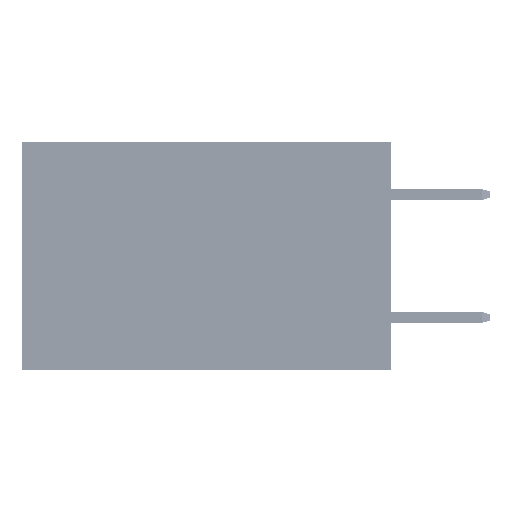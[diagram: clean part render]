
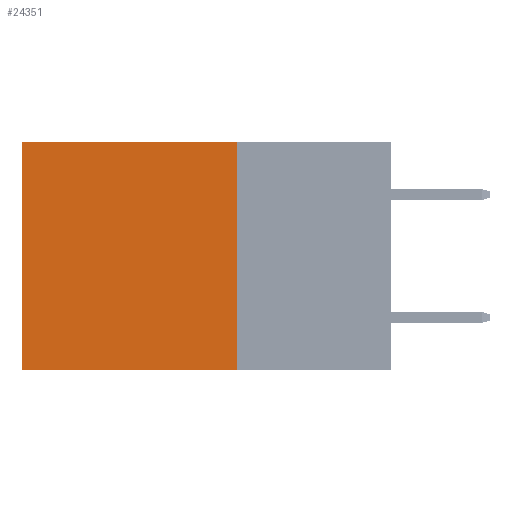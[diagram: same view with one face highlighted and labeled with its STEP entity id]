
A CAD part, left-side view. The second image highlights one B-rep face of the part: STEP entity #24351.
In plain terms, the highlighted planar face has unit normal (-1, 0, 0).
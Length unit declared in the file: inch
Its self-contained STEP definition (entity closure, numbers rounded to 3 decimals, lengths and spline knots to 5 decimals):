
#1043 = DIRECTION ( 'NONE',  ( 0., 1., 0. ) ) ;
#5156 = CARTESIAN_POINT ( 'NONE',  ( 0.2875, 0.25, 0. ) ) ;
#6604 = VECTOR ( 'NONE', #1043, 39.37008 ) ;
#6686 = LINE ( 'NONE', #21446, #9027 ) ;
#9027 = VECTOR ( 'NONE', #47340, 39.37008 ) ;
#11083 = AXIS2_PLACEMENT_3D ( 'NONE', #43676, #39498, #21514 ) ;
#11376 = EDGE_CURVE ( 'NONE', #23612, #13625, #20280, .T. ) ;
#11411 = ORIENTED_EDGE ( 'NONE', *, *, #22311, .F. ) ;
#12489 = VECTOR ( 'NONE', #34154, 39.37008 ) ;
#13548 = EDGE_CURVE ( 'NONE', #13625, #27391, #25862, .T. ) ;
#13625 = VERTEX_POINT ( 'NONE', #42405 ) ;
#20280 = LINE ( 'NONE', #5156, #43445 ) ;
#21446 = CARTESIAN_POINT ( 'NONE',  ( 0.2875, 0.25, 0. ) ) ;
#21514 = DIRECTION ( 'NONE',  ( 0., 0., -1. ) ) ;
#22311 = EDGE_CURVE ( 'NONE', #23612, #40706, #6686, .T. ) ;
#22879 = ORIENTED_EDGE ( 'NONE', *, *, #11376, .T. ) ;
#23298 = CARTESIAN_POINT ( 'NONE',  ( 0.2875, 0.25, -0.37 ) ) ;
#23612 = VERTEX_POINT ( 'NONE', #23854 ) ;
#23854 = CARTESIAN_POINT ( 'NONE',  ( 0.2875, 0.25, 0. ) ) ;
#24351 = ADVANCED_FACE ( 'NONE', ( #25098 ), #43842, .F. ) ;
#25098 = FACE_OUTER_BOUND ( 'NONE', #46973, .T. ) ;
#25862 = LINE ( 'NONE', #37413, #12489 ) ;
#27391 = VERTEX_POINT ( 'NONE', #44320 ) ;
#28764 = ORIENTED_EDGE ( 'NONE', *, *, #13548, .T. ) ;
#34154 = DIRECTION ( 'NONE',  ( 0., 0., -1. ) ) ;
#34676 = DIRECTION ( 'NONE',  ( 0., 1., 0. ) ) ;
#35601 = LINE ( 'NONE', #23298, #6604 ) ;
#37413 = CARTESIAN_POINT ( 'NONE',  ( 0.2875, 0.6, 0. ) ) ;
#37869 = ORIENTED_EDGE ( 'NONE', *, *, #46692, .F. ) ;
#39498 = DIRECTION ( 'NONE',  ( 1., 0., 0. ) ) ;
#40706 = VERTEX_POINT ( 'NONE', #44007 ) ;
#42405 = CARTESIAN_POINT ( 'NONE',  ( 0.2875, 0.6, 0. ) ) ;
#43445 = VECTOR ( 'NONE', #34676, 39.37008 ) ;
#43676 = CARTESIAN_POINT ( 'NONE',  ( 0.2875, 0.25, 0. ) ) ;
#43842 = PLANE ( 'NONE',  #11083 ) ;
#44007 = CARTESIAN_POINT ( 'NONE',  ( 0.2875, 0.25, -0.37 ) ) ;
#44320 = CARTESIAN_POINT ( 'NONE',  ( 0.2875, 0.6, -0.37 ) ) ;
#46692 = EDGE_CURVE ( 'NONE', #40706, #27391, #35601, .T. ) ;
#46973 = EDGE_LOOP ( 'NONE', ( #28764, #37869, #11411, #22879 ) ) ;
#47340 = DIRECTION ( 'NONE',  ( 0., 0., -1. ) ) ;
